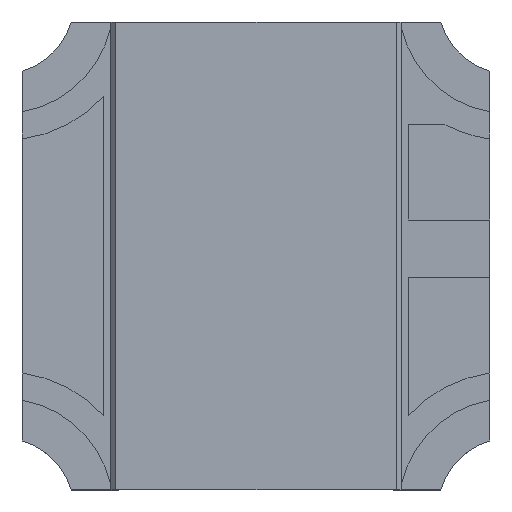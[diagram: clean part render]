
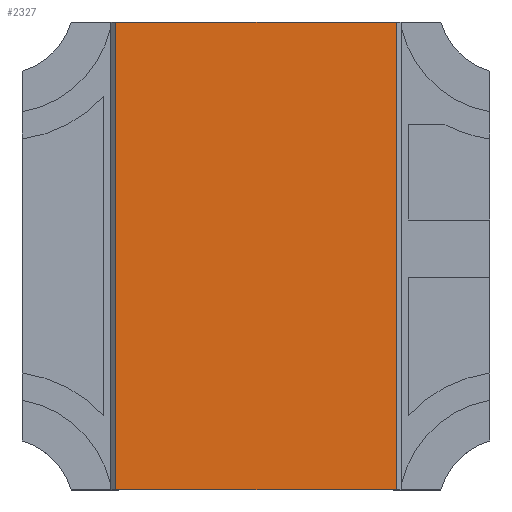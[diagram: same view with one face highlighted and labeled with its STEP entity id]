
A CAD part, top view. The second image highlights one B-rep face of the part: STEP entity #2327.
In plain terms, the highlighted planar face has unit normal (0, 0, 1).
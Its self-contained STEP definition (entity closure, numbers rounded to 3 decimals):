
#22 = EDGE_CURVE ( 'NONE', #838, #816, #1086, .T. ) ;
#132 = EDGE_CURVE ( 'NONE', #478, #838, #1137, .T. ) ;
#191 = EDGE_CURVE ( 'NONE', #895, #816, #1241, .T. ) ;
#212 = EDGE_CURVE ( 'NONE', #895, #478, #1122, .T. ) ;
#229 = FACE_OUTER_BOUND ( 'NONE', #997, .T. ) ;
#478 = VERTEX_POINT ( 'NONE', #1619 ) ;
#483 = VECTOR ( 'NONE', #1931, 1000. ) ;
#486 = ORIENTED_EDGE ( 'NONE', *, *, #22, .T. ) ;
#798 = ORIENTED_EDGE ( 'NONE', *, *, #212, .T. ) ;
#805 = VECTOR ( 'NONE', #1996, 1000. ) ;
#816 = VERTEX_POINT ( 'NONE', #1864 ) ;
#838 = VERTEX_POINT ( 'NONE', #1712 ) ;
#895 = VERTEX_POINT ( 'NONE', #1579 ) ;
#971 = VECTOR ( 'NONE', #1908, 1000. ) ;
#978 = ORIENTED_EDGE ( 'NONE', *, *, #132, .T. ) ;
#983 = VECTOR ( 'NONE', #2248, 1000. ) ;
#997 = EDGE_LOOP ( 'NONE', ( #978, #486, #1298, #798 ) ) ;
#1086 = LINE ( 'NONE', #2253, #983 ) ;
#1122 = LINE ( 'NONE', #1973, #805 ) ;
#1137 = LINE ( 'NONE', #1545, #483 ) ;
#1241 = LINE ( 'NONE', #1890, #971 ) ;
#1298 = ORIENTED_EDGE ( 'NONE', *, *, #191, .F. ) ;
#1545 = CARTESIAN_POINT ( 'NONE',  ( 0.3, -0.5, 0.2 ) ) ;
#1579 = CARTESIAN_POINT ( 'NONE',  ( -0.3, -0.5, 0.2 ) ) ;
#1604 = DIRECTION ( 'NONE',  ( 0., 0., 1. ) ) ;
#1619 = CARTESIAN_POINT ( 'NONE',  ( 0.3, -0.5, 0.2 ) ) ;
#1704 = CARTESIAN_POINT ( 'NONE',  ( 0., 0., 0.2 ) ) ;
#1712 = CARTESIAN_POINT ( 'NONE',  ( 0.3, 0.5, 0.2 ) ) ;
#1728 = PLANE ( 'NONE',  #2068 ) ;
#1730 = DIRECTION ( 'NONE',  ( 1., 0., 0. ) ) ;
#1864 = CARTESIAN_POINT ( 'NONE',  ( -0.3, 0.5, 0.2 ) ) ;
#1890 = CARTESIAN_POINT ( 'NONE',  ( -0.3, -0.5, 0.2 ) ) ;
#1908 = DIRECTION ( 'NONE',  ( 0., 1., 0. ) ) ;
#1931 = DIRECTION ( 'NONE',  ( 0., 1., 0. ) ) ;
#1973 = CARTESIAN_POINT ( 'NONE',  ( -0.5, -0.5, 0.2 ) ) ;
#1996 = DIRECTION ( 'NONE',  ( 1., 0., 0. ) ) ;
#2068 = AXIS2_PLACEMENT_3D ( 'NONE', #1704, #1604, #1730 ) ;
#2248 = DIRECTION ( 'NONE',  ( -1., 0., 0. ) ) ;
#2253 = CARTESIAN_POINT ( 'NONE',  ( -0.5, 0.5, 0.2 ) ) ;
#2327 = ADVANCED_FACE ( 'NONE', ( #229 ), #1728, .T. ) ;
